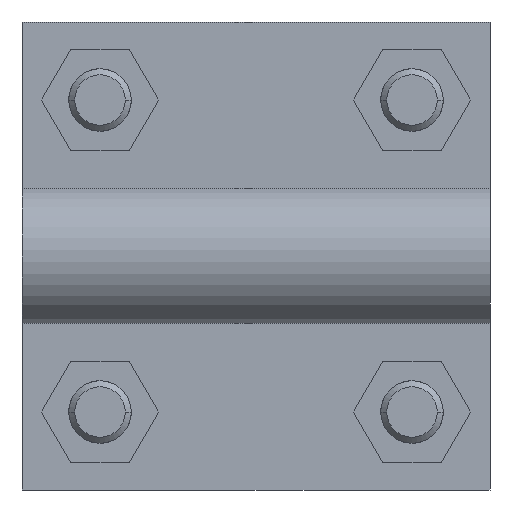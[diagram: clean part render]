
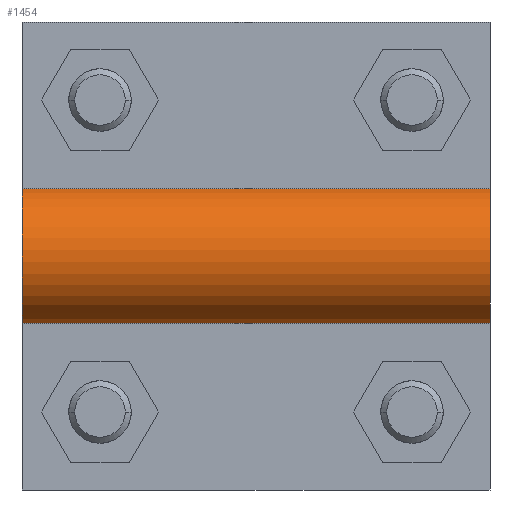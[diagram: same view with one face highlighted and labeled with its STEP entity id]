
A CAD part, front view. The second image highlights one B-rep face of the part: STEP entity #1454.
In plain terms, the highlighted cylindrical face has radius 9 mm (diameter 18 mm), a partial arc.
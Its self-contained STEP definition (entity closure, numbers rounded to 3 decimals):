
#1127=CARTESIAN_POINT('',(43.468,6.758,60.));
#1128=DIRECTION('',(0.,0.,1.));
#1129=DIRECTION('',(0.961,0.278,0.));
#1130=AXIS2_PLACEMENT_3D('',#1127,#1128,#1129);
#1132=DIRECTION('',(0.,0.,-1.));
#1133=VECTOR('',#1132,60.);
#1134=CARTESIAN_POINT('',(34.822,9.258,60.));
#1135=LINE('',#1134,#1133);
#1136=CARTESIAN_POINT('',(43.468,6.758,0.));
#1137=DIRECTION('',(0.,0.,-1.));
#1138=DIRECTION('',(-0.961,0.278,0.));
#1139=AXIS2_PLACEMENT_3D('',#1136,#1137,#1138);
#1141=DIRECTION('',(0.,0.,1.));
#1142=VECTOR('',#1141,60.);
#1143=CARTESIAN_POINT('',(52.114,9.258,0.));
#1144=LINE('',#1143,#1142);
#1404=CARTESIAN_POINT('',(52.114,9.258,0.));
#1405=CARTESIAN_POINT('',(52.114,9.258,60.));
#1406=VERTEX_POINT('',#1404);
#1407=VERTEX_POINT('',#1405);
#1408=CARTESIAN_POINT('',(34.822,9.258,60.));
#1409=CARTESIAN_POINT('',(34.822,9.258,0.));
#1410=VERTEX_POINT('',#1408);
#1411=VERTEX_POINT('',#1409);
#1440=CARTESIAN_POINT('',(43.468,6.758,0.));
#1441=DIRECTION('',(0.,0.,1.));
#1442=DIRECTION('',(1.,0.,0.));
#1443=AXIS2_PLACEMENT_3D('',#1440,#1441,#1442);
#1444=CYLINDRICAL_SURFACE('',#1443,9.);
#1446=ORIENTED_EDGE('',*,*,#1445,.T.);
#1448=ORIENTED_EDGE('',*,*,#1447,.T.);
#1449=ORIENTED_EDGE('',*,*,#1417,.T.);
#1451=ORIENTED_EDGE('',*,*,#1450,.T.);
#1452=EDGE_LOOP('',(#1446,#1448,#1449,#1451));
#1453=FACE_OUTER_BOUND('',#1452,.F.);
#1454=ADVANCED_FACE('',(#1453),#1444,.T.);
#1131=CIRCLE('',#1130,9.);
#1140=CIRCLE('',#1139,9.);
#1417=EDGE_CURVE('',#1411,#1406,#1140,.T.);
#1445=EDGE_CURVE('',#1407,#1410,#1131,.T.);
#1447=EDGE_CURVE('',#1410,#1411,#1135,.T.);
#1450=EDGE_CURVE('',#1406,#1407,#1144,.T.);
